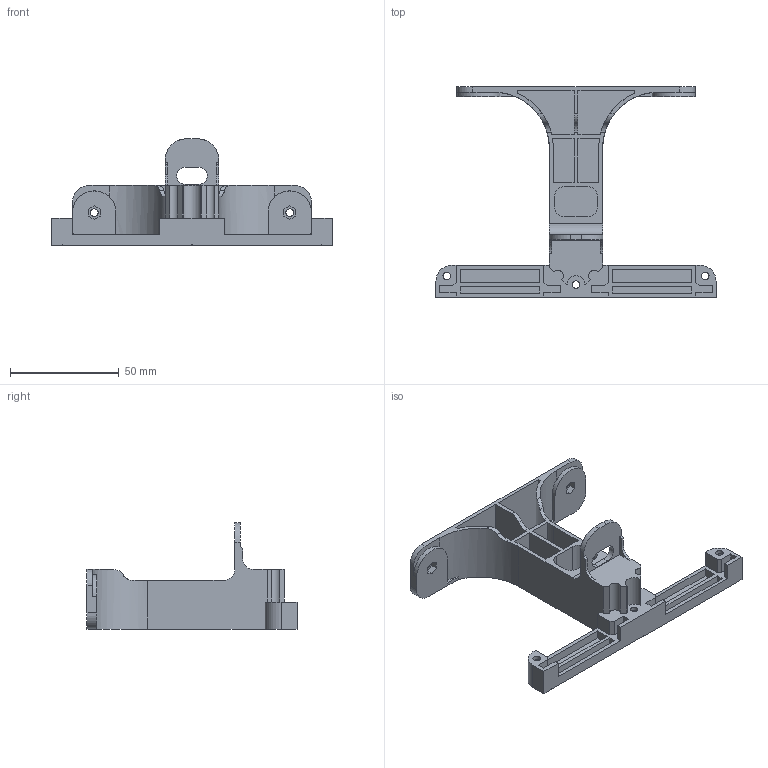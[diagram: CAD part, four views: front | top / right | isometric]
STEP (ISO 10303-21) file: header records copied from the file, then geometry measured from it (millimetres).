
FILE_DESCRIPTION(('FreeCAD Model'),'2;1');
FILE_NAME('Open CASCADE Shape Model','2025-08-12T21:55:50',('FreeCAD'),( 'FreeCAD'),'Open CASCADE STEP processor 7.8','FreeCAD','Unknown');
FILE_SCHEMA(('AUTOMOTIVE_DESIGN { 1 0 10303 214 1 1 1 1 }'));
Length unit declared in the file: millimetre
Products named in the file (1): Open CASCADE STEP translator 7.8 13
Bounding box: 129 x 96.7 x 49 mm (x, y, z)
Volume: 38085.7 mm3; surface area: 35765.8 mm2
Topology: 1 solids, 3 shells, 270 faces, 760 edges, 505 vertices
Faces by surface type: plane 200, cylinder 46, extrusion 24
Full cylindrical faces by diameter (mm): 3.5 x5, 6.25 x3
Entity records: 8882 total; most frequent: CARTESIAN_POINT 1848, ORIENTED_EDGE 1520, DIRECTION 1354, EDGE_CURVE 760, VECTOR 588, LINE 564, VERTEX_POINT 505, AXIS2_PLACEMENT_3D 383
